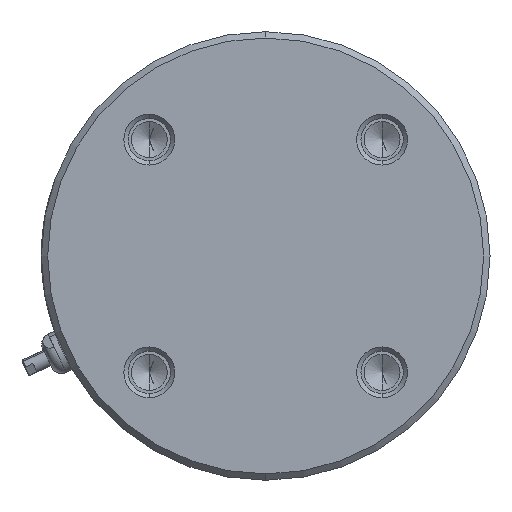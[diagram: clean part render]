
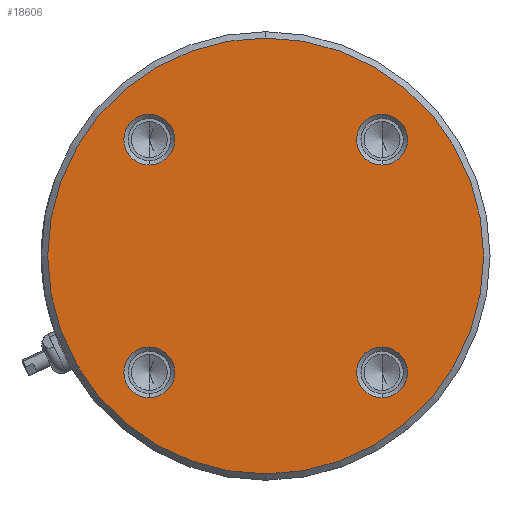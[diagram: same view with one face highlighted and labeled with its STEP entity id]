
A CAD part, left-side view. The second image highlights one B-rep face of the part: STEP entity #18606.
In plain terms, the highlighted planar face has unit normal (-1, 0, 0).
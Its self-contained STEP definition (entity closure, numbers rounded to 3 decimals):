
#55 = VERTEX_POINT ( 'NONE', #30130 ) ;
#104 = CIRCLE ( 'NONE', #28962, 6. ) ;
#878 = ORIENTED_EDGE ( 'NONE', *, *, #8537, .T. ) ;
#1146 = DIRECTION ( 'NONE',  ( 1., 0., 0. ) ) ;
#1309 = DIRECTION ( 'NONE',  ( 0., 0., 1. ) ) ;
#1355 = AXIS2_PLACEMENT_3D ( 'NONE', #22019, #21862, #10477 ) ;
#1597 = DIRECTION ( 'NONE',  ( 0., 0., 1. ) ) ;
#1803 = EDGE_CURVE ( 'NONE', #8830, #11538, #104, .T. ) ;
#2111 = ORIENTED_EDGE ( 'NONE', *, *, #13623, .T. ) ;
#2336 = ORIENTED_EDGE ( 'NONE', *, *, #22690, .T. ) ;
#3293 = AXIS2_PLACEMENT_3D ( 'NONE', #14353, #23867, #9671 ) ;
#3477 = EDGE_CURVE ( 'NONE', #25372, #24716, #15558, .T. ) ;
#3921 = CARTESIAN_POINT ( 'NONE',  ( -47., -27.5, -33.5 ) ) ;
#4228 = AXIS2_PLACEMENT_3D ( 'NONE', #9787, #23828, #18728 ) ;
#4424 = ORIENTED_EDGE ( 'NONE', *, *, #1803, .T. ) ;
#4510 = EDGE_LOOP ( 'NONE', ( #18054, #30207 ) ) ;
#4883 = DIRECTION ( 'NONE',  ( 0., 0., 1. ) ) ;
#5436 = EDGE_LOOP ( 'NONE', ( #18724, #24844 ) ) ;
#5625 = FACE_BOUND ( 'NONE', #5436, .T. ) ;
#6414 = CARTESIAN_POINT ( 'NONE',  ( -47., -27.5, 33.5 ) ) ;
#6541 = PLANE ( 'NONE',  #23307 ) ;
#6800 = DIRECTION ( 'NONE',  ( 1., 0., 0. ) ) ;
#7493 = CARTESIAN_POINT ( 'NONE',  ( -47., -27.5, 27.5 ) ) ;
#7648 = DIRECTION ( 'NONE',  ( 1., 0., 0. ) ) ;
#7971 = FACE_BOUND ( 'NONE', #24750, .T. ) ;
#8537 = EDGE_CURVE ( 'NONE', #19894, #55, #30139, .T. ) ;
#8802 = EDGE_LOOP ( 'NONE', ( #878, #2336 ) ) ;
#8830 = VERTEX_POINT ( 'NONE', #3921 ) ;
#8834 = VERTEX_POINT ( 'NONE', #8900 ) ;
#8900 = CARTESIAN_POINT ( 'NONE',  ( -47., 27.5, 33.5 ) ) ;
#8940 = EDGE_LOOP ( 'NONE', ( #17809, #2111 ) ) ;
#9024 = AXIS2_PLACEMENT_3D ( 'NONE', #9682, #6800, #4883 ) ;
#9567 = CARTESIAN_POINT ( 'NONE',  ( -47., 27.5, 21.5 ) ) ;
#9671 = DIRECTION ( 'NONE',  ( 0., 0., 1. ) ) ;
#9682 = CARTESIAN_POINT ( 'NONE',  ( -47., 27.5, 27.5 ) ) ;
#9787 = CARTESIAN_POINT ( 'NONE',  ( -47., -27.5, 27.5 ) ) ;
#9921 = CIRCLE ( 'NONE', #16900, 51.5 ) ;
#10477 = DIRECTION ( 'NONE',  ( 0., 0., 1. ) ) ;
#11304 = EDGE_CURVE ( 'NONE', #24716, #25372, #29608, .T. ) ;
#11538 = VERTEX_POINT ( 'NONE', #26632 ) ;
#12486 = CARTESIAN_POINT ( 'NONE',  ( -47., 0., -51.5 ) ) ;
#12507 = AXIS2_PLACEMENT_3D ( 'NONE', #15145, #1146, #12804 ) ;
#12765 = CARTESIAN_POINT ( 'NONE',  ( -47., 0., 51.5 ) ) ;
#12804 = DIRECTION ( 'NONE',  ( 0., 0., 1. ) ) ;
#13101 = VERTEX_POINT ( 'NONE', #12765 ) ;
#13121 = CARTESIAN_POINT ( 'NONE',  ( -47., -27.5, -27.5 ) ) ;
#13557 = DIRECTION ( 'NONE',  ( 0., 0., 1. ) ) ;
#13623 = EDGE_CURVE ( 'NONE', #13101, #18514, #22729, .T. ) ;
#14353 = CARTESIAN_POINT ( 'NONE',  ( -47., 27.5, -27.5 ) ) ;
#15131 = FACE_BOUND ( 'NONE', #8802, .T. ) ;
#15145 = CARTESIAN_POINT ( 'NONE',  ( -47., 27.5, 27.5 ) ) ;
#15448 = DIRECTION ( 'NONE',  ( 1., 0., 0. ) ) ;
#15558 = CIRCLE ( 'NONE', #17055, 6. ) ;
#15596 = FACE_OUTER_BOUND ( 'NONE', #8940, .T. ) ;
#16216 = CARTESIAN_POINT ( 'NONE',  ( -47., 53., 0. ) ) ;
#16220 = CARTESIAN_POINT ( 'NONE',  ( -47., 0., 0. ) ) ;
#16821 = DIRECTION ( 'NONE',  ( 0., 0., 1. ) ) ;
#16900 = AXIS2_PLACEMENT_3D ( 'NONE', #16220, #19629, #16821 ) ;
#17055 = AXIS2_PLACEMENT_3D ( 'NONE', #7493, #7648, #26655 ) ;
#17207 = DIRECTION ( 'NONE',  ( 0., 0., 1. ) ) ;
#17809 = ORIENTED_EDGE ( 'NONE', *, *, #20298, .T. ) ;
#17838 = EDGE_CURVE ( 'NONE', #11538, #8830, #25806, .T. ) ;
#18054 = ORIENTED_EDGE ( 'NONE', *, *, #3477, .T. ) ;
#18514 = VERTEX_POINT ( 'NONE', #12486 ) ;
#18606 = ADVANCED_FACE ( 'NONE', ( #15596, #19824, #7971, #5625, #15131 ), #6541, .T. ) ;
#18721 = DIRECTION ( 'NONE',  ( -1., 0., 0. ) ) ;
#18724 = ORIENTED_EDGE ( 'NONE', *, *, #29180, .T. ) ;
#18728 = DIRECTION ( 'NONE',  ( 0., 0., 1. ) ) ;
#19233 = CARTESIAN_POINT ( 'NONE',  ( -47., -27.5, -27.5 ) ) ;
#19320 = VERTEX_POINT ( 'NONE', #9567 ) ;
#19629 = DIRECTION ( 'NONE',  ( -1., 0., 0. ) ) ;
#19824 = FACE_BOUND ( 'NONE', #4510, .T. ) ;
#19890 = CARTESIAN_POINT ( 'NONE',  ( -47., -27.5, 21.5 ) ) ;
#19894 = VERTEX_POINT ( 'NONE', #24020 ) ;
#19981 = CIRCLE ( 'NONE', #9024, 6. ) ;
#20298 = EDGE_CURVE ( 'NONE', #18514, #13101, #9921, .T. ) ;
#20481 = CIRCLE ( 'NONE', #25867, 6. ) ;
#21316 = AXIS2_PLACEMENT_3D ( 'NONE', #19233, #26705, #17207 ) ;
#21862 = DIRECTION ( 'NONE',  ( -1., 0., 0. ) ) ;
#22019 = CARTESIAN_POINT ( 'NONE',  ( -47., 0., 0. ) ) ;
#22690 = EDGE_CURVE ( 'NONE', #55, #19894, #20481, .T. ) ;
#22729 = CIRCLE ( 'NONE', #1355, 51.5 ) ;
#23307 = AXIS2_PLACEMENT_3D ( 'NONE', #16216, #18721, #13557 ) ;
#23828 = DIRECTION ( 'NONE',  ( 1., 0., 0. ) ) ;
#23867 = DIRECTION ( 'NONE',  ( 1., 0., 0. ) ) ;
#24020 = CARTESIAN_POINT ( 'NONE',  ( -47., 27.5, -21.5 ) ) ;
#24716 = VERTEX_POINT ( 'NONE', #19890 ) ;
#24750 = EDGE_LOOP ( 'NONE', ( #29789, #4424 ) ) ;
#24844 = ORIENTED_EDGE ( 'NONE', *, *, #29421, .T. ) ;
#25277 = DIRECTION ( 'NONE',  ( 1., 0., 0. ) ) ;
#25372 = VERTEX_POINT ( 'NONE', #6414 ) ;
#25806 = CIRCLE ( 'NONE', #21316, 6. ) ;
#25867 = AXIS2_PLACEMENT_3D ( 'NONE', #27442, #15448, #1597 ) ;
#25956 = CIRCLE ( 'NONE', #12507, 6. ) ;
#26632 = CARTESIAN_POINT ( 'NONE',  ( -47., -27.5, -21.5 ) ) ;
#26655 = DIRECTION ( 'NONE',  ( 0., 0., 1. ) ) ;
#26705 = DIRECTION ( 'NONE',  ( 1., 0., 0. ) ) ;
#27442 = CARTESIAN_POINT ( 'NONE',  ( -47., 27.5, -27.5 ) ) ;
#28962 = AXIS2_PLACEMENT_3D ( 'NONE', #13121, #25277, #1309 ) ;
#29180 = EDGE_CURVE ( 'NONE', #8834, #19320, #19981, .T. ) ;
#29421 = EDGE_CURVE ( 'NONE', #19320, #8834, #25956, .T. ) ;
#29608 = CIRCLE ( 'NONE', #4228, 6. ) ;
#29789 = ORIENTED_EDGE ( 'NONE', *, *, #17838, .T. ) ;
#30130 = CARTESIAN_POINT ( 'NONE',  ( -47., 27.5, -33.5 ) ) ;
#30139 = CIRCLE ( 'NONE', #3293, 6. ) ;
#30207 = ORIENTED_EDGE ( 'NONE', *, *, #11304, .T. ) ;
